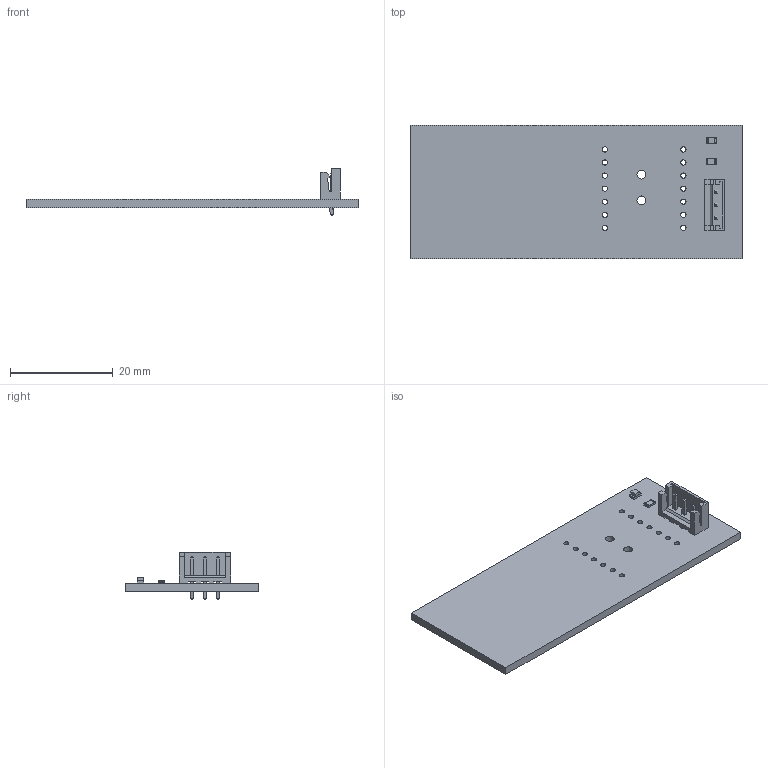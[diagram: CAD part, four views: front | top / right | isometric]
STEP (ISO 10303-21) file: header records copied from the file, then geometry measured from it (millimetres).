
FILE_DESCRIPTION(('KiCad electronic assembly'),'2;1');
FILE_NAME('PCB.step','2025-02-23T15:20:12',('Pcbnew'),('Kicad'), 'Open CASCADE STEP processor 7.8','KiCad to STEP converter','Unknown' );
FILE_SCHEMA(('AUTOMOTIVE_DESIGN { 1 0 10303 214 1 1 1 1 }'));
Length unit declared in the file: millimetre
Products named in the file (8): PCB 1; R_0805_2012Metric; LED_0805_2012Metric; JST_EH_B3B-EH-A_1x03_P2.50mm_Vertical; JST_B3B_EH_A; PCB_PCB
Assembly tree (7 placements, depth 3):
  PCB 1
    R_0805_2012Metric
      R_0805_2012Metric
    LED_0805_2012Metric
      LED_0805_2012Metric
    JST_EH_B3B-EH-A_1x03_P2.50mm_Vertical
      JST_B3B_EH_A
    PCB_PCB
Bounding box: 64.5 x 26 x 9.2 mm (x, y, z)
Volume: 2754.5 mm3; surface area: 4066.3 mm2
Topology: 4 solids, 4 shells, 205 faces, 542 edges, 352 vertices
Faces by surface type: plane 170, cylinder 35
Full cylindrical faces by diameter (mm): 0.95 x3, 1.016 x14, 1.7 x2
Entity records: 7727 total; most frequent: CARTESIAN_POINT 1107, ORIENTED_EDGE 1084, DIRECTION 1038, EDGE_CURVE 542, LINE 472, VECTOR 472, VERTEX_POINT 352, AXIS2_PLACEMENT_3D 283
